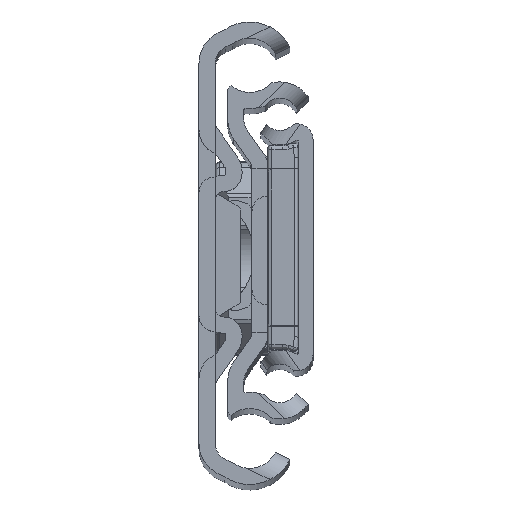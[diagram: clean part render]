
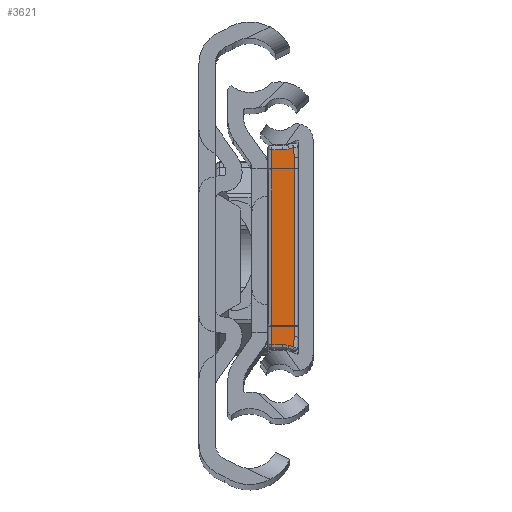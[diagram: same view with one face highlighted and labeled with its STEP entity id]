
A CAD part, top view. The second image highlights one B-rep face of the part: STEP entity #3621.
In plain terms, the highlighted planar face has unit normal (0, 0, 1).
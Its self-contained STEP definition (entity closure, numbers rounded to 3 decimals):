
#121 = DIRECTION ( 'NONE',  ( 0., 1., 0. ) ) ;
#627 = CARTESIAN_POINT ( 'NONE',  ( -10.85, 0.559, 0. ) ) ;
#992 = DIRECTION ( 'NONE',  ( -0.284, -0.959, 0. ) ) ;
#1249 = CARTESIAN_POINT ( 'NONE',  ( -11.043, -0.602, 0. ) ) ;
#1563 = CARTESIAN_POINT ( 'NONE',  ( 10.85, 3., 0. ) ) ;
#1619 = ORIENTED_EDGE ( 'NONE', *, *, #7772, .T. ) ;
#1894 = VERTEX_POINT ( 'NONE', #14795 ) ;
#2104 = VERTEX_POINT ( 'NONE', #6985 ) ;
#2215 = LINE ( 'NONE', #15040, #11361 ) ;
#2500 = EDGE_LOOP ( 'NONE', ( #12028, #14914, #6702, #5360, #1619, #7785, #15747, #9398, #13538, #4243 ) ) ;
#3059 = CARTESIAN_POINT ( 'NONE',  ( 10.85, 1.779, 0. ) ) ;
#3605 = DIRECTION ( 'NONE',  ( 0., 0., -1. ) ) ;
#3621 = ADVANCED_FACE ( 'NONE', ( #4598 ), #14446, .T. ) ;
#3869 = CARTESIAN_POINT ( 'NONE',  ( -11.104, 0.559, 0. ) ) ;
#3947 = AXIS2_PLACEMENT_3D ( 'NONE', #16346, #3605, #14941 ) ;
#4243 = ORIENTED_EDGE ( 'NONE', *, *, #6088, .T. ) ;
#4456 = VERTEX_POINT ( 'NONE', #3059 ) ;
#4578 = EDGE_CURVE ( 'NONE', #2104, #11601, #6024, .T. ) ;
#4588 = EDGE_CURVE ( 'NONE', #16005, #10726, #2215, .T. ) ;
#4598 = FACE_OUTER_BOUND ( 'NONE', #2500, .T. ) ;
#5106 = CARTESIAN_POINT ( 'NONE',  ( -10.953, 1.068, 0. ) ) ;
#5148 = VECTOR ( 'NONE', #992, 1000. ) ;
#5243 = VERTEX_POINT ( 'NONE', #7648 ) ;
#5360 = ORIENTED_EDGE ( 'NONE', *, *, #16994, .T. ) ;
#5716 = DIRECTION ( 'NONE',  ( 0., 0., -1. ) ) ;
#5971 = CARTESIAN_POINT ( 'NONE',  ( 10.85, 0.559, 0. ) ) ;
#6024 = CIRCLE ( 'NONE', #3947, 2.5 ) ;
#6088 = EDGE_CURVE ( 'NONE', #10726, #14437, #14478, .T. ) ;
#6258 = DIRECTION ( 'NONE',  ( 1., 0., 0. ) ) ;
#6289 = DIRECTION ( 'NONE',  ( 0., -1., 0. ) ) ;
#6349 = EDGE_CURVE ( 'NONE', #14230, #2104, #13346, .T. ) ;
#6546 = EDGE_CURVE ( 'NONE', #1894, #4456, #16791, .T. ) ;
#6688 = AXIS2_PLACEMENT_3D ( 'NONE', #10086, #5716, #17065 ) ;
#6702 = ORIENTED_EDGE ( 'NONE', *, *, #6546, .T. ) ;
#6968 = VECTOR ( 'NONE', #6289, 1000. ) ;
#6985 = CARTESIAN_POINT ( 'NONE',  ( -10.85, 1.779, 0. ) ) ;
#7538 = CARTESIAN_POINT ( 'NONE',  ( 9.313, 6.606, 0. ) ) ;
#7648 = CARTESIAN_POINT ( 'NONE',  ( 11.104, 0.559, 0. ) ) ;
#7772 = EDGE_CURVE ( 'NONE', #9607, #14230, #16289, .T. ) ;
#7785 = ORIENTED_EDGE ( 'NONE', *, *, #6349, .T. ) ;
#8460 = VECTOR ( 'NONE', #11691, 1000. ) ;
#8568 = VECTOR ( 'NONE', #121, 1000. ) ;
#8819 = CARTESIAN_POINT ( 'NONE',  ( -11.104, 0.5, 0. ) ) ;
#9025 = LINE ( 'NONE', #7538, #16388 ) ;
#9280 = EDGE_CURVE ( 'NONE', #5243, #1894, #9025, .T. ) ;
#9398 = ORIENTED_EDGE ( 'NONE', *, *, #10835, .T. ) ;
#9406 = DIRECTION ( 'NONE',  ( -1., 0., 0. ) ) ;
#9521 = LINE ( 'NONE', #1249, #17093 ) ;
#9539 = LINE ( 'NONE', #3869, #5148 ) ;
#9607 = VERTEX_POINT ( 'NONE', #1563 ) ;
#10086 = CARTESIAN_POINT ( 'NONE',  ( 13.35, 1.779, 0. ) ) ;
#10443 = CARTESIAN_POINT ( 'NONE',  ( -11.104, 0.559, 0. ) ) ;
#10664 = CARTESIAN_POINT ( 'NONE',  ( -9.987, 0.5, 0. ) ) ;
#10726 = VERTEX_POINT ( 'NONE', #10664 ) ;
#10835 = EDGE_CURVE ( 'NONE', #11601, #16005, #9539, .T. ) ;
#11315 = CARTESIAN_POINT ( 'NONE',  ( -11.104, 0.559, 0. ) ) ;
#11361 = VECTOR ( 'NONE', #14768, 1000. ) ;
#11601 = VERTEX_POINT ( 'NONE', #5106 ) ;
#11635 = AXIS2_PLACEMENT_3D ( 'NONE', #10443, #16109, #6258 ) ;
#11691 = DIRECTION ( 'NONE',  ( 1., 0., 0. ) ) ;
#12028 = ORIENTED_EDGE ( 'NONE', *, *, #12482, .T. ) ;
#12482 = EDGE_CURVE ( 'NONE', #14437, #5243, #9521, .T. ) ;
#13033 = LINE ( 'NONE', #5971, #8568 ) ;
#13346 = LINE ( 'NONE', #627, #6968 ) ;
#13538 = ORIENTED_EDGE ( 'NONE', *, *, #4588, .T. ) ;
#14230 = VERTEX_POINT ( 'NONE', #15635 ) ;
#14437 = VERTEX_POINT ( 'NONE', #16184 ) ;
#14446 = PLANE ( 'NONE',  #11635 ) ;
#14478 = LINE ( 'NONE', #8819, #8460 ) ;
#14506 = DIRECTION ( 'NONE',  ( -0.284, 0.959, 0. ) ) ;
#14768 = DIRECTION ( 'NONE',  ( 0.999, -0.052, 0. ) ) ;
#14795 = CARTESIAN_POINT ( 'NONE',  ( 10.953, 1.068, 0. ) ) ;
#14914 = ORIENTED_EDGE ( 'NONE', *, *, #9280, .T. ) ;
#14941 = DIRECTION ( 'NONE',  ( 1., 0., 0. ) ) ;
#15040 = CARTESIAN_POINT ( 'NONE',  ( -11.104, 0.559, 0. ) ) ;
#15152 = CARTESIAN_POINT ( 'NONE',  ( -11.104, 3., 0. ) ) ;
#15635 = CARTESIAN_POINT ( 'NONE',  ( -10.85, 3., 0. ) ) ;
#15747 = ORIENTED_EDGE ( 'NONE', *, *, #4578, .T. ) ;
#16005 = VERTEX_POINT ( 'NONE', #11315 ) ;
#16109 = DIRECTION ( 'NONE',  ( 0., 0., 1. ) ) ;
#16184 = CARTESIAN_POINT ( 'NONE',  ( 9.987, 0.5, 0. ) ) ;
#16289 = LINE ( 'NONE', #15152, #16942 ) ;
#16346 = CARTESIAN_POINT ( 'NONE',  ( -13.35, 1.779, 0. ) ) ;
#16388 = VECTOR ( 'NONE', #14506, 1000. ) ;
#16791 = CIRCLE ( 'NONE', #6688, 2.5 ) ;
#16942 = VECTOR ( 'NONE', #9406, 1000. ) ;
#16994 = EDGE_CURVE ( 'NONE', #4456, #9607, #13033, .T. ) ;
#17065 = DIRECTION ( 'NONE',  ( 1., 0., 0. ) ) ;
#17093 = VECTOR ( 'NONE', #17882, 1000. ) ;
#17882 = DIRECTION ( 'NONE',  ( 0.999, 0.052, 0. ) ) ;
